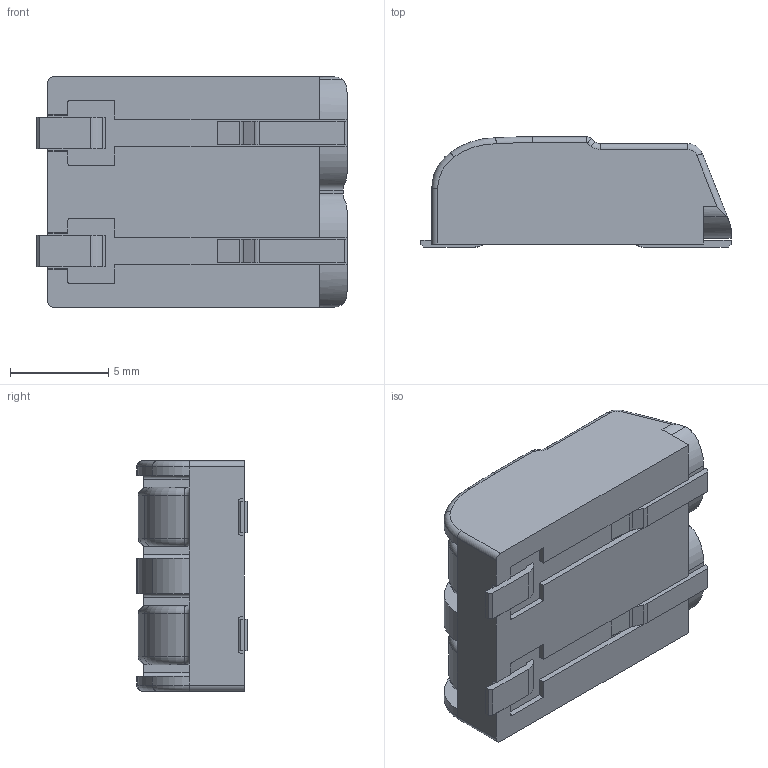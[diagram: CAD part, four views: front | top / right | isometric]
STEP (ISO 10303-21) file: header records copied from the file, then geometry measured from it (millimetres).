
FILE_DESCRIPTION(/* description */ ('STEP AP214'),/* implementation_level */ '2;1');
FILE_NAME(/* name */ '2061-602_998-404',/* time_stamp */ '2023-09-11T10:52:56+02:00',/* author */ ('License CC BY-ND 4.0'),/* organization */ ('CADENAS'),/* preprocessor_version */ 'ST-DEVELOPER v19.3',/* originating_system */ 'PARTsolutions',/* authorisation */ ' ');
FILE_SCHEMA (('AUTOMOTIVE_DESIGN {1 0 10303 214 3 1 1}'));
Length unit declared in the file: millimetre
Products named in the file (1): 2061-602/998-404
Bounding box: 15.75 x 5.6 x 11.7 mm (x, y, z)
Volume: 706.3 mm3; surface area: 912.7 mm2
Topology: 1 solids, 1 shells, 226 faces, 610 edges, 384 vertices
Faces by surface type: plane 108, cylinder 88, torus 24, bspline 4, sphere 2
Full cylindrical faces by diameter (mm): 3.2 x2
Entity records: 8644 total; most frequent: CARTESIAN_POINT 1377, DIRECTION 1200, ORIENTED_EDGE 1192, EDGE_CURVE 596, AXIS2_PLACEMENT_3D 417, VERTEX_POINT 378, LINE 366, VECTOR 366
